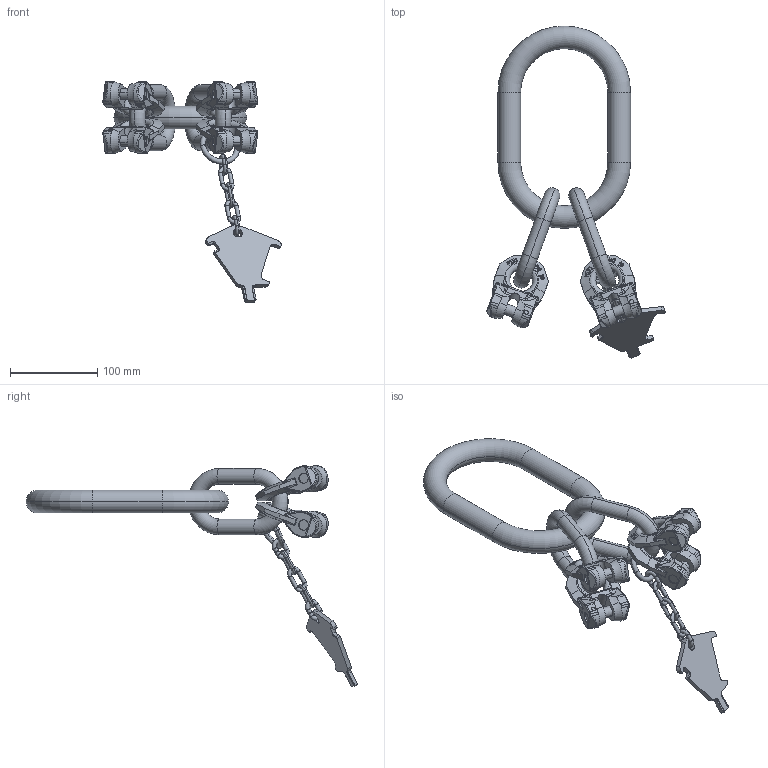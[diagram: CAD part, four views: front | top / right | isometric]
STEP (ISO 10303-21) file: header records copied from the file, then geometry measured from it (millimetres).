
FILE_DESCRIPTION((''),'2;1');
FILE_NAME('001-M34482-P-3_ASM','2014-10-14T',('Andreas.Wendler'),(''),'PRO/ENGINEER BY PARAMETRIC TECHNOLOGY CORPORATION, 2010140','PRO/ENGINEER BY PARAMETRIC TECHNOLOGY CORPORATION, 2010140','');
FILE_SCHEMA(('CONFIG_CONTROL_DESIGN'));
Length unit declared in the file: millimetre
Products named in the file (21): 001-M34474-P-5; 001-M34472-P-3; 001-M31128-V01_AF0; 001-M31164-P-1_AF1; 001-M31129-P-1_AF0; 001-M33743-001_AF2; 001-M33743-001_AF1; 001-M33743-001_AF0; 001-M31130-003_AF0_ASM; 001-M31129-P-1_AF1; 001-M31164-P-1_AF0_ASM; 001-M31127-P-3; 001-M34473-P-3_AF0_ASM; 001-M31128-V01; 001-M31164-P-1; 001-M31129-P-1; 001-M33743-001; 001-M31130-003_ASM; 001-M31164-P-1_ASM; 001-M34473-P-3_ASM; 001-M34482-P-3_ASM
Assembly tree (27 placements, depth 5):
  001-M34482-P-3_ASM
    001-M34474-P-5
    001-M34473-P-3_AF0_ASM
      001-M34472-P-3
      001-M31128-V01_AF0
      001-M31164-P-1_AF0_ASM
        001-M31164-P-1_AF1
        001-M31129-P-1_AF0
        001-M31130-003_AF0_ASM
          001-M33743-001_AF2
          001-M33743-001_AF1
          001-M33743-001_AF0
        001-M31129-P-1_AF1
      001-M31127-P-3  x2
    001-M34473-P-3_ASM
      001-M34472-P-3
      001-M31128-V01
      001-M31164-P-1_ASM
        001-M31164-P-1
        001-M31129-P-1  x2
        001-M31130-003_ASM
          001-M33743-001  x3
      001-M31127-P-3  x2
Bounding box: 204.4 x 380.14 x 252.72 mm (x, y, z)
Volume: 663888.1 mm3; surface area: 142791.1 mm2
Topology: 14 solids, 14 shells, 1805 faces, 4703 edges, 2960 vertices
Faces by surface type: plane 1018, cylinder 355, bspline 272, torus 92, cone 68
Entity records: 19412 total; most frequent: CARTESIAN_POINT 7373, ORIENTED_EDGE 2696, DIRECTION 2086, EDGE_CURVE 1348, VERTEX_POINT 848, AXIS2_PLACEMENT_3D 792, B_SPLINE_CURVE_WITH_KNOTS 576, EDGE_LOOP 536
